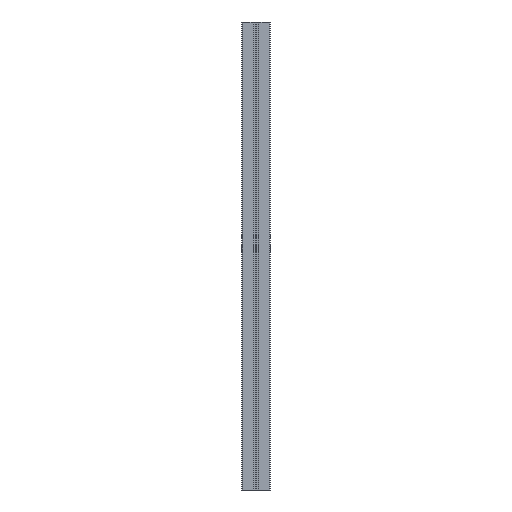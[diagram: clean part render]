
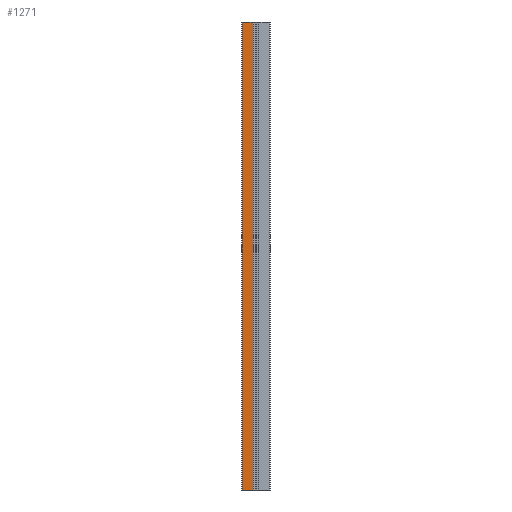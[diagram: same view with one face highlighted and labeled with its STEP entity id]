
A CAD part, left-side view. The second image highlights one B-rep face of the part: STEP entity #1271.
In plain terms, the highlighted planar face has unit normal (-1, 0, 0).
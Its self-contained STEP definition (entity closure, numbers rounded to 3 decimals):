
#345 = FACE_OUTER_BOUND ( 'NONE', #6973, .T. ) ;
#423 = VECTOR ( 'NONE', #4746, 1000. ) ;
#850 = ORIENTED_EDGE ( 'NONE', *, *, #1133, .F. ) ;
#958 = VERTEX_POINT ( 'NONE', #5618 ) ;
#982 = LINE ( 'NONE', #5968, #3722 ) ;
#1133 = EDGE_CURVE ( 'NONE', #7812, #5073, #3554, .T. ) ;
#1271 = ADVANCED_FACE ( 'NONE', ( #345 ), #10253, .F. ) ;
#1842 = DIRECTION ( 'NONE',  ( 0., 0., 1. ) ) ;
#2996 = EDGE_CURVE ( 'NONE', #4870, #958, #9866, .T. ) ;
#3058 = DIRECTION ( 'NONE',  ( 0., 1., 0. ) ) ;
#3101 = EDGE_CURVE ( 'NONE', #958, #5073, #982, .T. ) ;
#3554 = LINE ( 'NONE', #6694, #8987 ) ;
#3610 = CARTESIAN_POINT ( 'NONE',  ( -30., 28., 0. ) ) ;
#3722 = VECTOR ( 'NONE', #1842, 1000. ) ;
#3736 = EDGE_CURVE ( 'NONE', #7812, #4870, #7618, .T. ) ;
#3766 = DIRECTION ( 'NONE',  ( 1., 0., 0. ) ) ;
#4272 = DIRECTION ( 'NONE',  ( 0., 0., -1. ) ) ;
#4319 = AXIS2_PLACEMENT_3D ( 'NONE', #7060, #3766, #3058 ) ;
#4746 = DIRECTION ( 'NONE',  ( 0., -1., 0. ) ) ;
#4870 = VERTEX_POINT ( 'NONE', #3610 ) ;
#5073 = VERTEX_POINT ( 'NONE', #6477 ) ;
#5561 = CARTESIAN_POINT ( 'NONE',  ( -30., -28., 0. ) ) ;
#5618 = CARTESIAN_POINT ( 'NONE',  ( -30., 6.325, 0. ) ) ;
#5968 = CARTESIAN_POINT ( 'NONE',  ( -30., 6.325, 0. ) ) ;
#6098 = DIRECTION ( 'NONE',  ( 0., -1., 0. ) ) ;
#6386 = CARTESIAN_POINT ( 'NONE',  ( -30., 28., 1000. ) ) ;
#6477 = CARTESIAN_POINT ( 'NONE',  ( -30., 6.325, 1000. ) ) ;
#6579 = ORIENTED_EDGE ( 'NONE', *, *, #3736, .T. ) ;
#6694 = CARTESIAN_POINT ( 'NONE',  ( -30., -28., 1000. ) ) ;
#6973 = EDGE_LOOP ( 'NONE', ( #8898, #850, #6579, #8519 ) ) ;
#7060 = CARTESIAN_POINT ( 'NONE',  ( -30., -28., 1000. ) ) ;
#7618 = LINE ( 'NONE', #8427, #8844 ) ;
#7812 = VERTEX_POINT ( 'NONE', #6386 ) ;
#8427 = CARTESIAN_POINT ( 'NONE',  ( -30., 28., 1000. ) ) ;
#8519 = ORIENTED_EDGE ( 'NONE', *, *, #2996, .T. ) ;
#8844 = VECTOR ( 'NONE', #4272, 1000. ) ;
#8898 = ORIENTED_EDGE ( 'NONE', *, *, #3101, .T. ) ;
#8987 = VECTOR ( 'NONE', #6098, 1000. ) ;
#9866 = LINE ( 'NONE', #5561, #423 ) ;
#10253 = PLANE ( 'NONE',  #4319 ) ;
